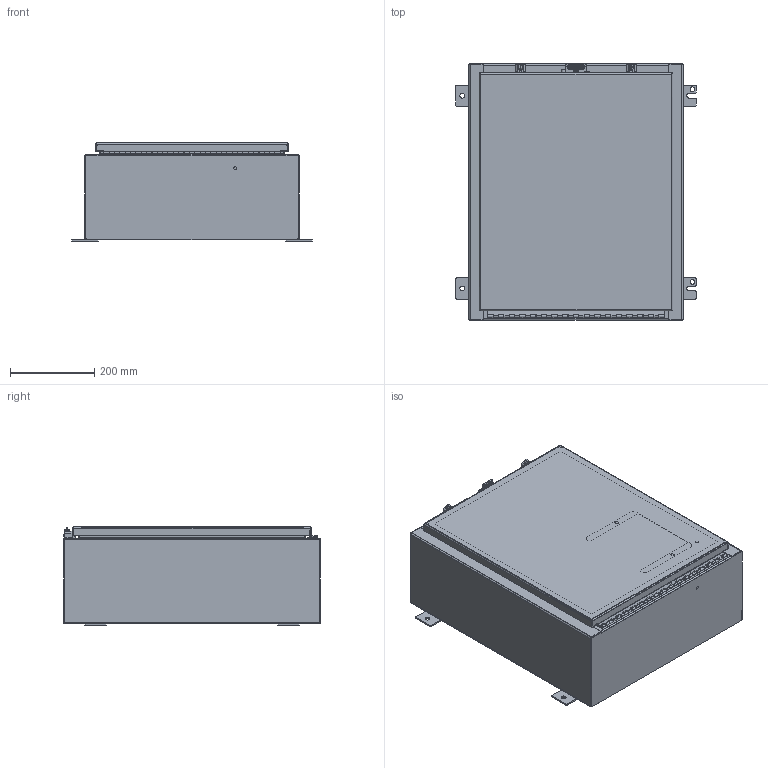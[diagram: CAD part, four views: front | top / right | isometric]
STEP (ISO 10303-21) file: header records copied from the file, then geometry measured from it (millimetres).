
FILE_DESCRIPTION (( 'STEP AP203' ), '1' );
FILE_NAME ('SCE-20H2408SS6LP.step', '2021-02-09T15:08:32', ( 'ADC123' ), ( 'Microsoft' ), 'SwSTEP 2.0', 'SolidWorks 2019', '' );
FILE_SCHEMA (( 'CONFIG_CONTROL_DESIGN' ));
Products named in the file (1): SCE-20H2408SS6LP
Bounding box: 571.5 x 609.6 x 233.88 mm (x, y, z)
Surface area: 3106241.1 mm2 (no closed solid volume)
Topology: 0 solids, 46 shells, 3049 faces, 8410 edges, 5249 vertices
Faces by surface type: plane 1222, bspline 1151, cylinder 632, cone 43, torus 1
Full cylindrical faces by diameter (mm): 3.175 x1, 3.962 x1, 4.064 x2, 4.318 x1, 4.775 x3, 4.826 x3, 4.902 x3, 5.156 x2, 6.299 x13, 6.35 x2, 6.363 x5, 6.502 x3, 7.137 x4, 8.433 x4, 9.296 x4, 9.322 x4, 11.113 x8, 12.7 x4, 12.878 x2, 14.288 x5
Entity records: 165968 total; most frequent: CARTESIAN_POINT 102332, ORIENTED_EDGE 15741, DIRECTION 9188, EDGE_CURVE 7880, VERTEX_POINT 5131, B_SPLINE_CURVE_WITH_KNOTS 3354, EDGE_LOOP 3343, AXIS2_PLACEMENT_3D 3197
